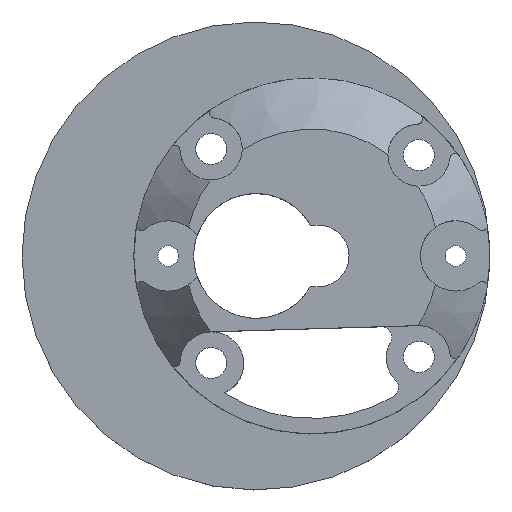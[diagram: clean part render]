
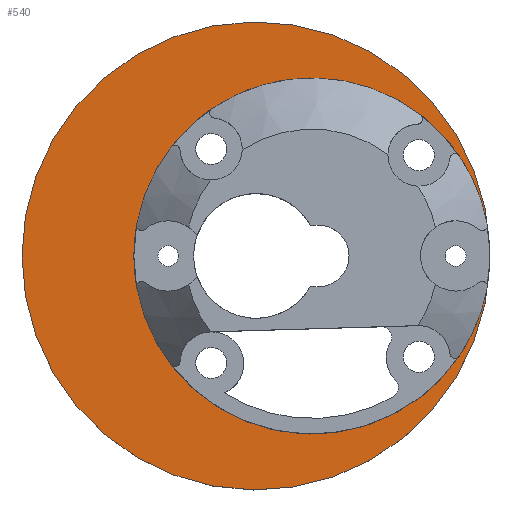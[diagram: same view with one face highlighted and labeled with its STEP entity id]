
A CAD part, top view. The second image highlights one B-rep face of the part: STEP entity #540.
In plain terms, the highlighted planar face has unit normal (0, 0, 1).
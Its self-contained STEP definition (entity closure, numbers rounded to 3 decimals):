
#540=ADVANCED_FACE('',(#973),#975,.T.);
#973=FACE_BOUND('',#974,.T.);
#974=EDGE_LOOP('',(#1261,#1262));
#975=PLANE('',#976);
#976=AXIS2_PLACEMENT_3D('',#977,#978,#979);
#977=CARTESIAN_POINT('',(0.,0.,2.6));
#978=DIRECTION('',(0.,0.,1.));
#979=DIRECTION('',(0.,-1.,0.));
#1261=ORIENTED_EDGE('',*,*,#1402,.F.);
#1262=ORIENTED_EDGE('',*,*,#1398,.F.);
#1398=EDGE_CURVE('',#1627,#1628,#1629,.F.);
#1402=EDGE_CURVE('',#1628,#1627,#1635,.F.);
#1627=VERTEX_POINT('',#3063);
#1628=VERTEX_POINT('',#3064);
#1629=CIRCLE('',#3065,17.19);
#1635=CIRCLE('',#3081,22.589);
#3063=CARTESIAN_POINT('',(23.063,7.13,2.6));
#3064=CARTESIAN_POINT('',(23.063,6.02,2.6));
#3065=AXIS2_PLACEMENT_3D('',#3066,#3067,#3068);
#3066=CARTESIAN_POINT('',(5.882,6.575,2.6));
#3067=DIRECTION('',(0.,0.,-1.));
#3068=DIRECTION('',(0.999,-0.032,0.));
#3081=AXIS2_PLACEMENT_3D('',#3082,#3083,#3084);
#3082=CARTESIAN_POINT('',(0.482,6.575,2.6));
#3083=DIRECTION('',(0.,0.,1.));
#3084=DIRECTION('',(1.,0.025,0.));
